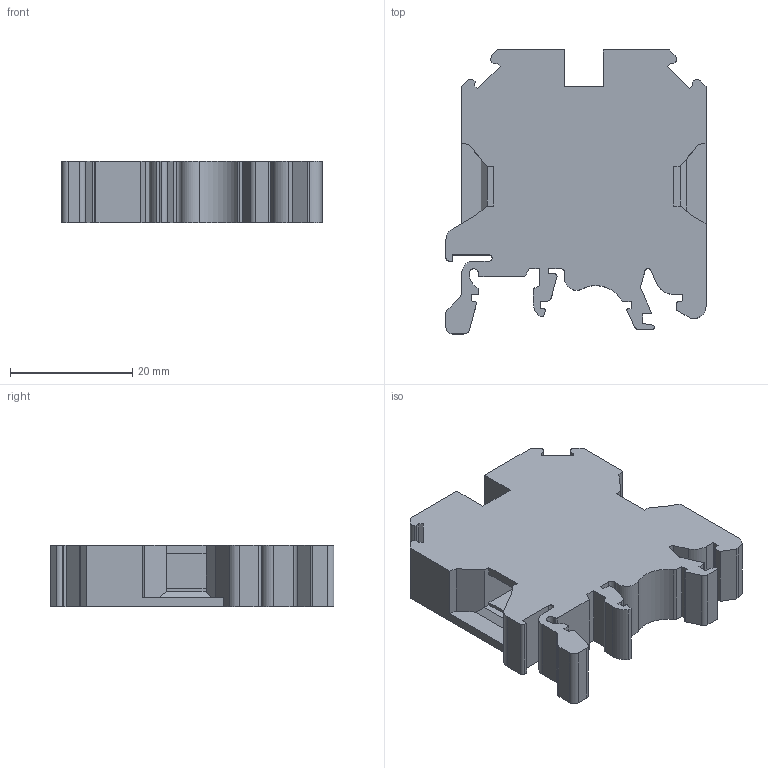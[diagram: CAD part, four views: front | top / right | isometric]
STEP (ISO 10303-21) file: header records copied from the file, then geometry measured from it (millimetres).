
FILE_DESCRIPTION(/* description */ ('Unknown'),/* implementation_level */ '2;1');
FILE_NAME(/* name */ 'KUT10_GY_3D',/* time_stamp */ '2019-09-23T13:38:05+05:00',/* author */ ('Unknown'),/* organization */ ('Unknown'),/* preprocessor_version */ 'ST-DEVELOPER v16.7',/* originating_system */ 'DEX',/* authorisation */ $);
FILE_SCHEMA (('AUTOMOTIVE_DESIGN {1 0 10303 214 3 1 1}'));
Length unit declared in the file: millimetre
Products named in the file (1): KUT10
Bounding box: 42.5 x 46.4 x 10 mm (x, y, z)
Volume: 13478.3 mm3; surface area: 6288.5 mm2
Topology: 1 solids, 1 shells, 147 faces, 422 edges, 280 vertices
Faces by surface type: plane 108, cylinder 39
Full cylindrical faces by diameter (mm): 2.459 x1, 6.3 x2
Entity records: 4797 total; most frequent: CARTESIAN_POINT 847, ORIENTED_EDGE 838, DIRECTION 793, EDGE_CURVE 419, LINE 341, VECTOR 341, VERTEX_POINT 280, AXIS2_PLACEMENT_3D 226
